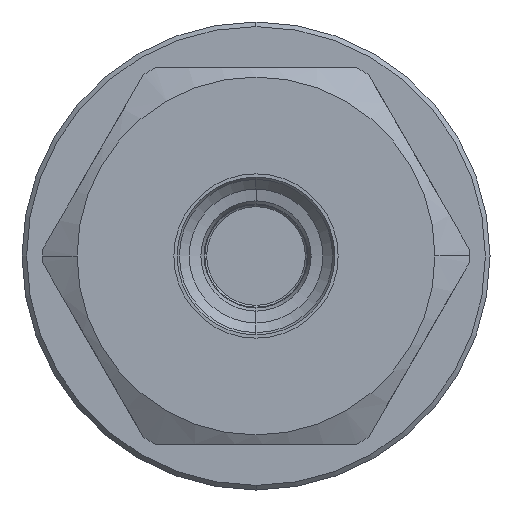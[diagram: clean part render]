
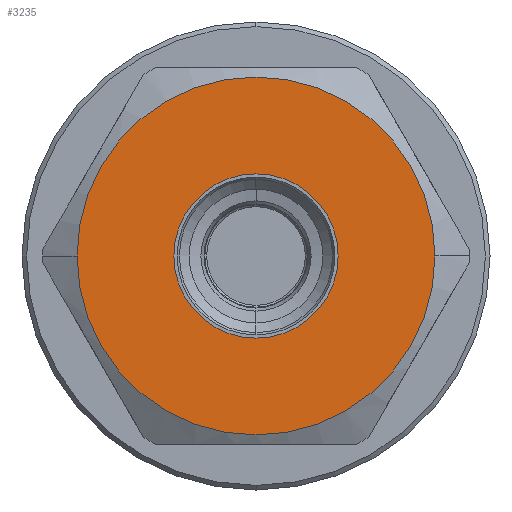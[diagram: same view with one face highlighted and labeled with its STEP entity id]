
A CAD part, left-side view. The second image highlights one B-rep face of the part: STEP entity #3235.
In plain terms, the highlighted planar face has unit normal (-1, 0, 0).
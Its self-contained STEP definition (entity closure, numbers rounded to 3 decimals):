
#16 = CARTESIAN_POINT ( 'NONE',  ( 0., 0., -8.955 ) ) ;
#57 = EDGE_CURVE ( 'NONE', #516, #3572, #4880, .T. ) ;
#132 = CIRCLE ( 'NONE', #4584, 19.5 ) ;
#243 = CARTESIAN_POINT ( 'NONE',  ( 0., 0., 0. ) ) ;
#516 = VERTEX_POINT ( 'NONE', #16 ) ;
#591 = DIRECTION ( 'NONE',  ( -1., 0., 0. ) ) ;
#638 = EDGE_CURVE ( 'NONE', #3572, #516, #2978, .T. ) ;
#690 = DIRECTION ( 'NONE',  ( 1., 0., 0. ) ) ;
#816 = AXIS2_PLACEMENT_3D ( 'NONE', #1033, #4218, #1822 ) ;
#1033 = CARTESIAN_POINT ( 'NONE',  ( 0., 0., 8.955 ) ) ;
#1397 = EDGE_CURVE ( 'NONE', #3181, #2264, #132, .T. ) ;
#1423 = DIRECTION ( 'NONE',  ( 0., 0., 1. ) ) ;
#1432 = ORIENTED_EDGE ( 'NONE', *, *, #1397, .F. ) ;
#1615 = CARTESIAN_POINT ( 'NONE',  ( 0., 19.5, 0. ) ) ;
#1633 = CARTESIAN_POINT ( 'NONE',  ( 0., 0., 0. ) ) ;
#1695 = AXIS2_PLACEMENT_3D ( 'NONE', #243, #591, #1423 ) ;
#1701 = ORIENTED_EDGE ( 'NONE', *, *, #3891, .F. ) ;
#1822 = DIRECTION ( 'NONE',  ( 0., 0., -1. ) ) ;
#2036 = DIRECTION ( 'NONE',  ( 0., 1., 0. ) ) ;
#2264 = VERTEX_POINT ( 'NONE', #1615 ) ;
#2595 = CIRCLE ( 'NONE', #3766, 19.5 ) ;
#2683 = DIRECTION ( 'NONE',  ( -1., 0., 0. ) ) ;
#2787 = CARTESIAN_POINT ( 'NONE',  ( 0., 0., 8.955 ) ) ;
#2864 = FACE_OUTER_BOUND ( 'NONE', #3521, .T. ) ;
#2978 = CIRCLE ( 'NONE', #4287, 8.955 ) ;
#2997 = CARTESIAN_POINT ( 'NONE',  ( 0., -19.5, 0. ) ) ;
#3014 = PLANE ( 'NONE',  #816 ) ;
#3033 = EDGE_LOOP ( 'NONE', ( #4401, #3579 ) ) ;
#3084 = CARTESIAN_POINT ( 'NONE',  ( 0., 0., 0. ) ) ;
#3181 = VERTEX_POINT ( 'NONE', #2997 ) ;
#3235 = ADVANCED_FACE ( 'NONE', ( #4971, #2864 ), #3014, .F. ) ;
#3420 = DIRECTION ( 'NONE',  ( 0., 0., 1. ) ) ;
#3483 = DIRECTION ( 'NONE',  ( 0., 1., 0. ) ) ;
#3521 = EDGE_LOOP ( 'NONE', ( #1701, #1432 ) ) ;
#3572 = VERTEX_POINT ( 'NONE', #2787 ) ;
#3579 = ORIENTED_EDGE ( 'NONE', *, *, #57, .F. ) ;
#3766 = AXIS2_PLACEMENT_3D ( 'NONE', #3084, #690, #3483 ) ;
#3891 = EDGE_CURVE ( 'NONE', #2264, #3181, #2595, .T. ) ;
#4218 = DIRECTION ( 'NONE',  ( 1., 0., 0. ) ) ;
#4287 = AXIS2_PLACEMENT_3D ( 'NONE', #5155, #2683, #3420 ) ;
#4401 = ORIENTED_EDGE ( 'NONE', *, *, #638, .F. ) ;
#4423 = DIRECTION ( 'NONE',  ( 1., 0., 0. ) ) ;
#4584 = AXIS2_PLACEMENT_3D ( 'NONE', #1633, #4423, #2036 ) ;
#4880 = CIRCLE ( 'NONE', #1695, 8.955 ) ;
#4971 = FACE_BOUND ( 'NONE', #3033, .T. ) ;
#5155 = CARTESIAN_POINT ( 'NONE',  ( 0., 0., 0. ) ) ;
